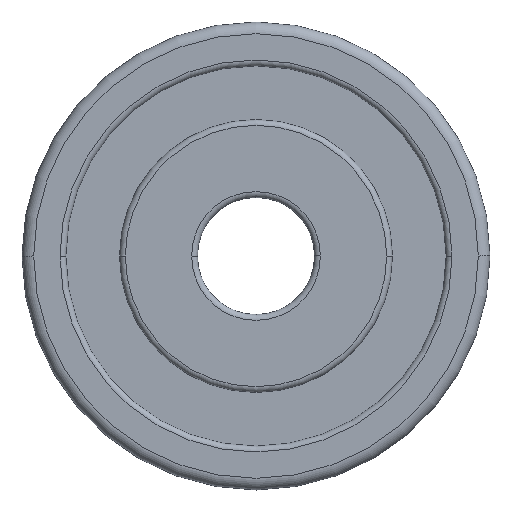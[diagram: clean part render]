
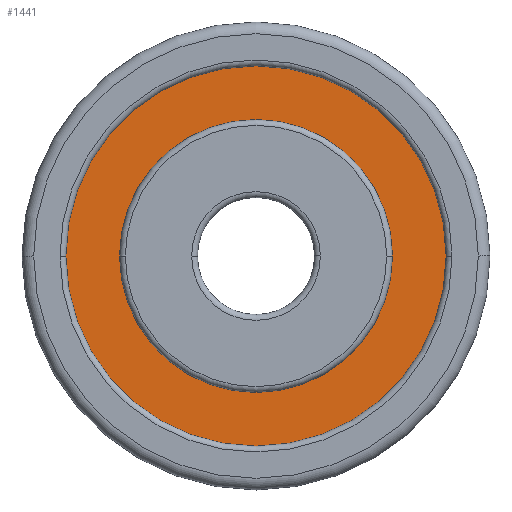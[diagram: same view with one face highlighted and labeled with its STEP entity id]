
A CAD part, left-side view. The second image highlights one B-rep face of the part: STEP entity #1441.
In plain terms, the highlighted planar face has unit normal (-1, 0, 0).
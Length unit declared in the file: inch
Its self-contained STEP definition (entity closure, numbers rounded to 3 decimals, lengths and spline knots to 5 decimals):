
#72 = DIRECTION ( 'NONE',  ( 0., -1., 0. ) ) ;
#92 = CARTESIAN_POINT ( 'NONE',  ( -0.56102, 0.27559, 0. ) ) ;
#122 = ORIENTED_EDGE ( 'NONE', *, *, #1220, .F. ) ;
#268 = CARTESIAN_POINT ( 'NONE',  ( -0.56102, 0., 0. ) ) ;
#306 = AXIS2_PLACEMENT_3D ( 'NONE', #369, #2919, #72 ) ;
#369 = CARTESIAN_POINT ( 'NONE',  ( -0.56102, 0., 0. ) ) ;
#376 = AXIS2_PLACEMENT_3D ( 'NONE', #598, #3064, #1715 ) ;
#404 = CARTESIAN_POINT ( 'NONE',  ( -0.56102, -0.38386, 0. ) ) ;
#546 = DIRECTION ( 'NONE',  ( 0., 1., 0. ) ) ;
#596 = DIRECTION ( 'NONE',  ( 0., 1., 0. ) ) ;
#598 = CARTESIAN_POINT ( 'NONE',  ( -0.56102, 0., 0. ) ) ;
#691 = CIRCLE ( 'NONE', #306, 0.27559 ) ;
#729 = EDGE_CURVE ( 'NONE', #2559, #1795, #3114, .T. ) ;
#812 = CARTESIAN_POINT ( 'NONE',  ( -0.56102, 0., 0. ) ) ;
#866 = EDGE_LOOP ( 'NONE', ( #122, #2152 ) ) ;
#869 = DIRECTION ( 'NONE',  ( 0., 0., 1. ) ) ;
#1126 = DIRECTION ( 'NONE',  ( -1., 0., 0. ) ) ;
#1220 = EDGE_CURVE ( 'NONE', #2770, #2928, #691, .T. ) ;
#1391 = DIRECTION ( 'NONE',  ( -1., 0., 0. ) ) ;
#1441 = ADVANCED_FACE ( 'NONE', ( #1657, #3580 ), #3597, .T. ) ;
#1463 = EDGE_CURVE ( 'NONE', #1795, #2559, #2048, .T. ) ;
#1657 = FACE_BOUND ( 'NONE', #866, .T. ) ;
#1700 = AXIS2_PLACEMENT_3D ( 'NONE', #3297, #1126, #869 ) ;
#1715 = DIRECTION ( 'NONE',  ( 0., -1., 0. ) ) ;
#1795 = VERTEX_POINT ( 'NONE', #2244 ) ;
#1874 = EDGE_CURVE ( 'NONE', #2928, #2770, #2167, .T. ) ;
#1887 = ORIENTED_EDGE ( 'NONE', *, *, #1463, .F. ) ;
#2048 = CIRCLE ( 'NONE', #2166, 0.38386 ) ;
#2152 = ORIENTED_EDGE ( 'NONE', *, *, #1874, .F. ) ;
#2162 = CARTESIAN_POINT ( 'NONE',  ( -0.56102, -0.27559, 0. ) ) ;
#2166 = AXIS2_PLACEMENT_3D ( 'NONE', #812, #3047, #546 ) ;
#2167 = CIRCLE ( 'NONE', #2634, 0.27559 ) ;
#2244 = CARTESIAN_POINT ( 'NONE',  ( -0.56102, 0.38386, 0. ) ) ;
#2301 = ORIENTED_EDGE ( 'NONE', *, *, #729, .F. ) ;
#2559 = VERTEX_POINT ( 'NONE', #404 ) ;
#2634 = AXIS2_PLACEMENT_3D ( 'NONE', #268, #1391, #596 ) ;
#2770 = VERTEX_POINT ( 'NONE', #2162 ) ;
#2919 = DIRECTION ( 'NONE',  ( -1., 0., 0. ) ) ;
#2928 = VERTEX_POINT ( 'NONE', #92 ) ;
#3047 = DIRECTION ( 'NONE',  ( 1., 0., 0. ) ) ;
#3064 = DIRECTION ( 'NONE',  ( 1., 0., 0. ) ) ;
#3114 = CIRCLE ( 'NONE', #376, 0.38386 ) ;
#3297 = CARTESIAN_POINT ( 'NONE',  ( -0.56102, 0., 0. ) ) ;
#3537 = EDGE_LOOP ( 'NONE', ( #1887, #2301 ) ) ;
#3580 = FACE_OUTER_BOUND ( 'NONE', #3537, .T. ) ;
#3597 = PLANE ( 'NONE',  #1700 ) ;
